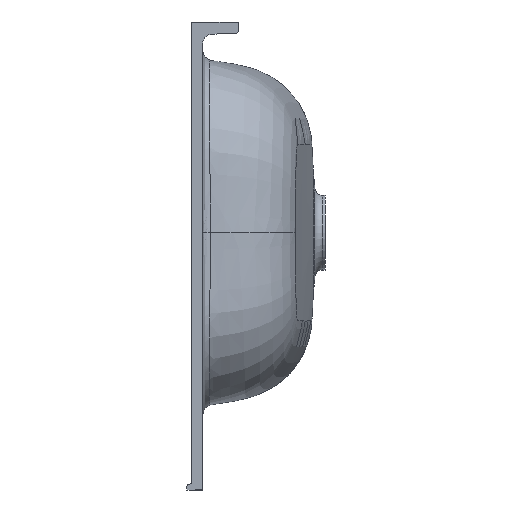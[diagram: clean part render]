
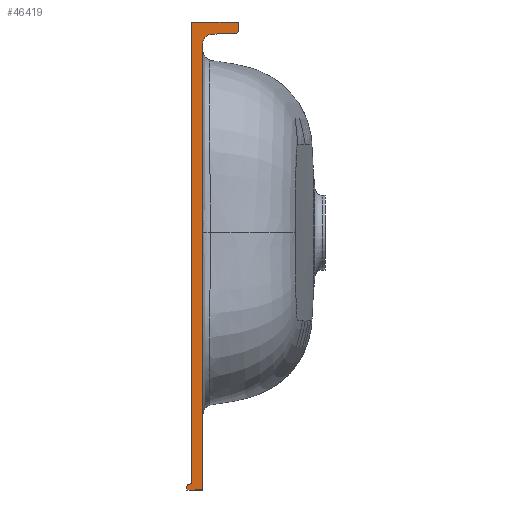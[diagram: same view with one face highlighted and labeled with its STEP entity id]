
A CAD part, left-side view. The second image highlights one B-rep face of the part: STEP entity #46419.
In plain terms, the highlighted planar face has unit normal (-1, 0, 0).
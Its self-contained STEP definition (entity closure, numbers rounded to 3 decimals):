
#334 = DIRECTION ( 'NONE',  ( 0., 0., 1. ) ) ;
#378 = VECTOR ( 'NONE', #32604, 1000. ) ;
#753 = CARTESIAN_POINT ( 'NONE',  ( -1250., -50., 225. ) ) ;
#1561 = CARTESIAN_POINT ( 'NONE',  ( -1250., 5., -271. ) ) ;
#1782 = DIRECTION ( 'NONE',  ( -1., 0., 0. ) ) ;
#1954 = VERTEX_POINT ( 'NONE', #1561 ) ;
#2927 = EDGE_LOOP ( 'NONE', ( #43702, #48655, #35518, #49302, #59625, #50807, #29627, #52741, #44619, #6278, #45567, #5254 ) ) ;
#3125 = DIRECTION ( 'NONE',  ( 0., 0., 1. ) ) ;
#3614 = CARTESIAN_POINT ( 'NONE',  ( -1250., 0., 225. ) ) ;
#3979 = DIRECTION ( 'NONE',  ( 0., 1., 0. ) ) ;
#4102 = DIRECTION ( 'NONE',  ( 0., 0., 1. ) ) ;
#4603 = EDGE_CURVE ( 'NONE', #53750, #8439, #12881, .T. ) ;
#4912 = DIRECTION ( 'NONE',  ( 1., 0., 0. ) ) ;
#5254 = ORIENTED_EDGE ( 'NONE', *, *, #10463, .F. ) ;
#6278 = ORIENTED_EDGE ( 'NONE', *, *, #57825, .T. ) ;
#6777 = DIRECTION ( 'NONE',  ( 0., -0.999, 0.035 ) ) ;
#7170 = DIRECTION ( 'NONE',  ( 0., 0., 1. ) ) ;
#7580 = CARTESIAN_POINT ( 'NONE',  ( -1250., 0., 223. ) ) ;
#8439 = VERTEX_POINT ( 'NONE', #63492 ) ;
#8693 = VECTOR ( 'NONE', #41970, 1000. ) ;
#9782 = DIRECTION ( 'NONE',  ( -1., 0., 0. ) ) ;
#10463 = EDGE_CURVE ( 'NONE', #53750, #38166, #57026, .T. ) ;
#10529 = LINE ( 'NONE', #60678, #25364 ) ;
#10860 = CIRCLE ( 'NONE', #15008, 2. ) ;
#11721 = DIRECTION ( 'NONE',  ( 1., 0., 0. ) ) ;
#12077 = EDGE_CURVE ( 'NONE', #25009, #48587, #31875, .T. ) ;
#12881 = CIRCLE ( 'NONE', #56516, 3. ) ;
#13266 = EDGE_CURVE ( 'NONE', #25009, #35154, #18509, .T. ) ;
#13526 = DIRECTION ( 'NONE',  ( -1., 0., 0. ) ) ;
#13897 = AXIS2_PLACEMENT_3D ( 'NONE', #58490, #54243, #4102 ) ;
#15008 = AXIS2_PLACEMENT_3D ( 'NONE', #46389, #1782, #16748 ) ;
#15646 = VERTEX_POINT ( 'NONE', #18757 ) ;
#15752 = EDGE_CURVE ( 'NONE', #30265, #38166, #41962, .T. ) ;
#16241 = CARTESIAN_POINT ( 'NONE',  ( -1250., -12., -275. ) ) ;
#16748 = DIRECTION ( 'NONE',  ( 0., 0., 1. ) ) ;
#17000 = CARTESIAN_POINT ( 'NONE',  ( -1250., -12., -275. ) ) ;
#17533 = CARTESIAN_POINT ( 'NONE',  ( -1250., 0., -266. ) ) ;
#18171 = AXIS2_PLACEMENT_3D ( 'NONE', #48881, #9782, #334 ) ;
#18509 = LINE ( 'NONE', #61841, #8693 ) ;
#18630 = LINE ( 'NONE', #23521, #22346 ) ;
#18757 = CARTESIAN_POINT ( 'NONE',  ( -1250., -50., 215.897 ) ) ;
#21181 = VECTOR ( 'NONE', #40683, 1000. ) ;
#21350 = EDGE_CURVE ( 'NONE', #15646, #24377, #10529, .T. ) ;
#22253 = CIRCLE ( 'NONE', #30568, 10. ) ;
#22346 = VECTOR ( 'NONE', #3979, 1000. ) ;
#23521 = CARTESIAN_POINT ( 'NONE',  ( -1250., -12., 225. ) ) ;
#24377 = VERTEX_POINT ( 'NONE', #753 ) ;
#25009 = VERTEX_POINT ( 'NONE', #17000 ) ;
#25364 = VECTOR ( 'NONE', #54518, 1000. ) ;
#25598 = CARTESIAN_POINT ( 'NONE',  ( -1250., 5., -275. ) ) ;
#26476 = CIRCLE ( 'NONE', #45175, 3. ) ;
#29002 = FACE_OUTER_BOUND ( 'NONE', #2927, .T. ) ;
#29627 = ORIENTED_EDGE ( 'NONE', *, *, #41635, .T. ) ;
#30265 = VERTEX_POINT ( 'NONE', #42248 ) ;
#30549 = CARTESIAN_POINT ( 'NONE',  ( -1250., -12., 202.016 ) ) ;
#30568 = AXIS2_PLACEMENT_3D ( 'NONE', #47220, #11721, #7170 ) ;
#31875 = LINE ( 'NONE', #16241, #21181 ) ;
#32502 = CARTESIAN_POINT ( 'NONE',  ( -1250., -50., 213. ) ) ;
#32604 = DIRECTION ( 'NONE',  ( 0., 0., 1. ) ) ;
#32654 = CARTESIAN_POINT ( 'NONE',  ( -1250., 5., -275. ) ) ;
#33836 = VERTEX_POINT ( 'NONE', #60916 ) ;
#33935 = EDGE_CURVE ( 'NONE', #35154, #46958, #22253, .T. ) ;
#34229 = CARTESIAN_POINT ( 'NONE',  ( -1250., 3., -266. ) ) ;
#34852 = CARTESIAN_POINT ( 'NONE',  ( -1250., -21.651, 212.01 ) ) ;
#35154 = VERTEX_POINT ( 'NONE', #30549 ) ;
#35518 = ORIENTED_EDGE ( 'NONE', *, *, #59155, .T. ) ;
#36400 = LINE ( 'NONE', #32502, #42066 ) ;
#38166 = VERTEX_POINT ( 'NONE', #7580 ) ;
#40683 = DIRECTION ( 'NONE',  ( 0., 1., 0. ) ) ;
#41635 = EDGE_CURVE ( 'NONE', #46958, #33836, #36400, .T. ) ;
#41962 = CIRCLE ( 'NONE', #13897, 2. ) ;
#41970 = DIRECTION ( 'NONE',  ( 0., 0., 1. ) ) ;
#42066 = VECTOR ( 'NONE', #6777, 1000. ) ;
#42248 = CARTESIAN_POINT ( 'NONE',  ( -1250., -2., 225. ) ) ;
#43489 = EDGE_CURVE ( 'NONE', #8439, #1954, #10860, .T. ) ;
#43702 = ORIENTED_EDGE ( 'NONE', *, *, #4603, .T. ) ;
#44207 = VECTOR ( 'NONE', #48921, 1000. ) ;
#44619 = ORIENTED_EDGE ( 'NONE', *, *, #21350, .T. ) ;
#45175 = AXIS2_PLACEMENT_3D ( 'NONE', #55878, #13526, #3125 ) ;
#45567 = ORIENTED_EDGE ( 'NONE', *, *, #15752, .T. ) ;
#46389 = CARTESIAN_POINT ( 'NONE',  ( -1250., 3., -271. ) ) ;
#46419 = ADVANCED_FACE ( 'NONE', ( #29002 ), #59291, .T. ) ;
#46958 = VERTEX_POINT ( 'NONE', #34852 ) ;
#47220 = CARTESIAN_POINT ( 'NONE',  ( -1250., -22., 202.016 ) ) ;
#48587 = VERTEX_POINT ( 'NONE', #25598 ) ;
#48655 = ORIENTED_EDGE ( 'NONE', *, *, #43489, .T. ) ;
#48881 = CARTESIAN_POINT ( 'NONE',  ( -1250., -12., 225. ) ) ;
#48921 = DIRECTION ( 'NONE',  ( 0., 0., -1. ) ) ;
#49079 = EDGE_CURVE ( 'NONE', #33836, #15646, #26476, .T. ) ;
#49302 = ORIENTED_EDGE ( 'NONE', *, *, #12077, .F. ) ;
#50807 = ORIENTED_EDGE ( 'NONE', *, *, #33935, .T. ) ;
#52525 = LINE ( 'NONE', #32654, #44207 ) ;
#52741 = ORIENTED_EDGE ( 'NONE', *, *, #49079, .T. ) ;
#53750 = VERTEX_POINT ( 'NONE', #17533 ) ;
#54243 = DIRECTION ( 'NONE',  ( -1., 0., 0. ) ) ;
#54518 = DIRECTION ( 'NONE',  ( 0., 0., 1. ) ) ;
#55878 = CARTESIAN_POINT ( 'NONE',  ( -1250., -47., 215.897 ) ) ;
#56516 = AXIS2_PLACEMENT_3D ( 'NONE', #34229, #4912, #63540 ) ;
#57026 = LINE ( 'NONE', #3614, #378 ) ;
#57825 = EDGE_CURVE ( 'NONE', #24377, #30265, #18630, .T. ) ;
#58490 = CARTESIAN_POINT ( 'NONE',  ( -1250., -2., 223. ) ) ;
#59155 = EDGE_CURVE ( 'NONE', #1954, #48587, #52525, .T. ) ;
#59291 = PLANE ( 'NONE',  #18171 ) ;
#59625 = ORIENTED_EDGE ( 'NONE', *, *, #13266, .T. ) ;
#60678 = CARTESIAN_POINT ( 'NONE',  ( -1250., -50., 225. ) ) ;
#60916 = CARTESIAN_POINT ( 'NONE',  ( -1250., -47.105, 212.899 ) ) ;
#61841 = CARTESIAN_POINT ( 'NONE',  ( -1250., -12., 225. ) ) ;
#63492 = CARTESIAN_POINT ( 'NONE',  ( -1250., 3., -269. ) ) ;
#63540 = DIRECTION ( 'NONE',  ( 0., 0., 1. ) ) ;
